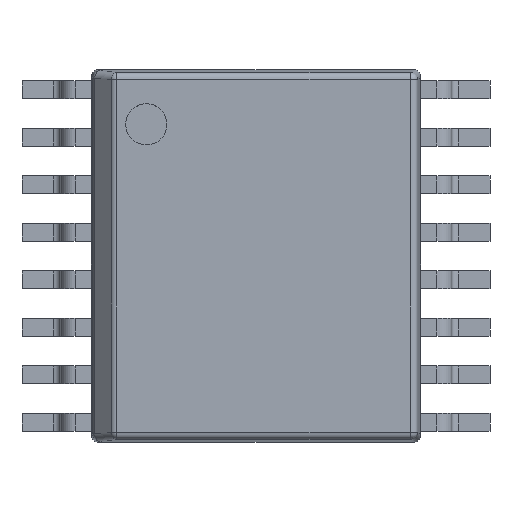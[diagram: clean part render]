
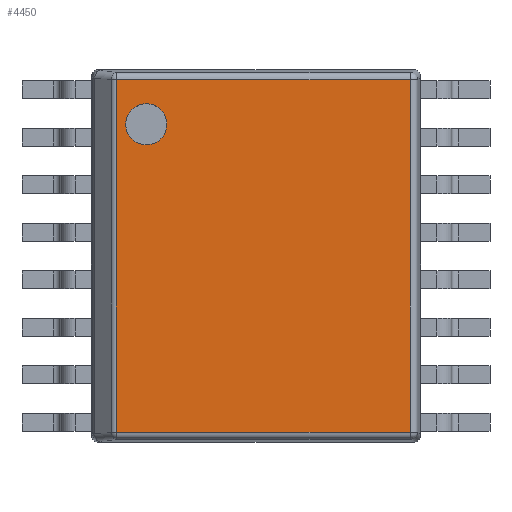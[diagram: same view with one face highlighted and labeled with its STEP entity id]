
A CAD part, top view. The second image highlights one B-rep face of the part: STEP entity #4450.
In plain terms, the highlighted planar face has unit normal (0, 0, 1).
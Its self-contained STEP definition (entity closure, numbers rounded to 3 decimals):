
#3491 = CYLINDRICAL_SURFACE('',#3492,0.1);
#3492 = AXIS2_PLACEMENT_3D('',#3493,#3494,#3495);
#3493 = CARTESIAN_POINT('',(0.3,0.14,1.1));
#3494 = DIRECTION('',(1.,0.,0.));
#3495 = DIRECTION('',(0.,-0.995,0.105));
#3640 = CYLINDRICAL_SURFACE('',#3641,0.1);
#3641 = AXIS2_PLACEMENT_3D('',#3642,#3643,#3644);
#3642 = CARTESIAN_POINT('',(0.3,4.96,1.1));
#3643 = DIRECTION('',(1.,0.,0.));
#3644 = DIRECTION('',(0.,0.995,0.105));
#3716 = CYLINDRICAL_SURFACE('',#3717,0.1);
#3717 = AXIS2_PLACEMENT_3D('',#3718,#3719,#3720);
#3718 = CARTESIAN_POINT('',(4.36,0.05,1.1));
#3719 = DIRECTION('',(0.,1.,0.));
#3720 = DIRECTION('',(0.995,0.,0.105));
#4019 = VERTEX_POINT('',#4020);
#4020 = CARTESIAN_POINT('',(4.36,0.14,1.2));
#4040 = EDGE_CURVE('',#4041,#4019,#4043,.T.);
#4041 = VERTEX_POINT('',#4042);
#4042 = CARTESIAN_POINT('',(0.341,0.14,1.2));
#4043 = SURFACE_CURVE('',#4044,(#4048,#4055),.PCURVE_S1.);
#4044 = LINE('',#4045,#4046);
#4045 = CARTESIAN_POINT('',(0.3,0.14,1.2));
#4046 = VECTOR('',#4047,1.);
#4047 = DIRECTION('',(1.,0.,0.));
#4048 = PCURVE('',#3491,#4049);
#4049 = DEFINITIONAL_REPRESENTATION('',(#4050),#4054);
#4050 = LINE('',#4051,#4052);
#4051 = CARTESIAN_POINT('',(4.817,0.));
#4052 = VECTOR('',#4053,1.);
#4053 = DIRECTION('',(0.,1.));
#4054 = ( GEOMETRIC_REPRESENTATION_CONTEXT(2) 
PARAMETRIC_REPRESENTATION_CONTEXT() REPRESENTATION_CONTEXT('2D SPACE',''
  ) );
#4055 = PCURVE('',#4056,#4061);
#4056 = PLANE('',#4057);
#4057 = AXIS2_PLACEMENT_3D('',#4058,#4059,#4060);
#4058 = CARTESIAN_POINT('',(0.,0.,1.2));
#4059 = DIRECTION('',(0.,0.,1.));
#4060 = DIRECTION('',(1.,0.,0.));
#4061 = DEFINITIONAL_REPRESENTATION('',(#4062),#4066);
#4062 = LINE('',#4063,#4064);
#4063 = CARTESIAN_POINT('',(0.3,0.14));
#4064 = VECTOR('',#4065,1.);
#4065 = DIRECTION('',(1.,0.));
#4066 = ( GEOMETRIC_REPRESENTATION_CONTEXT(2) 
PARAMETRIC_REPRESENTATION_CONTEXT() REPRESENTATION_CONTEXT('2D SPACE',''
  ) );
#4222 = VERTEX_POINT('',#4223);
#4223 = CARTESIAN_POINT('',(0.341,4.96,1.2));
#4260 = EDGE_CURVE('',#4222,#4261,#4263,.T.);
#4261 = VERTEX_POINT('',#4262);
#4262 = CARTESIAN_POINT('',(4.36,4.96,1.2));
#4263 = SURFACE_CURVE('',#4264,(#4268,#4275),.PCURVE_S1.);
#4264 = LINE('',#4265,#4266);
#4265 = CARTESIAN_POINT('',(0.3,4.96,1.2));
#4266 = VECTOR('',#4267,1.);
#4267 = DIRECTION('',(1.,0.,0.));
#4268 = PCURVE('',#3640,#4269);
#4269 = DEFINITIONAL_REPRESENTATION('',(#4270),#4274);
#4270 = LINE('',#4271,#4272);
#4271 = CARTESIAN_POINT('',(1.466,0.));
#4272 = VECTOR('',#4273,1.);
#4273 = DIRECTION('',(0.,1.));
#4274 = ( GEOMETRIC_REPRESENTATION_CONTEXT(2) 
PARAMETRIC_REPRESENTATION_CONTEXT() REPRESENTATION_CONTEXT('2D SPACE',''
  ) );
#4275 = PCURVE('',#4056,#4276);
#4276 = DEFINITIONAL_REPRESENTATION('',(#4277),#4281);
#4277 = LINE('',#4278,#4279);
#4278 = CARTESIAN_POINT('',(0.3,4.96));
#4279 = VECTOR('',#4280,1.);
#4280 = DIRECTION('',(1.,0.));
#4281 = ( GEOMETRIC_REPRESENTATION_CONTEXT(2) 
PARAMETRIC_REPRESENTATION_CONTEXT() REPRESENTATION_CONTEXT('2D SPACE',''
  ) );
#4326 = EDGE_CURVE('',#4019,#4261,#4327,.T.);
#4327 = SURFACE_CURVE('',#4328,(#4332,#4339),.PCURVE_S1.);
#4328 = LINE('',#4329,#4330);
#4329 = CARTESIAN_POINT('',(4.36,0.05,1.2));
#4330 = VECTOR('',#4331,1.);
#4331 = DIRECTION('',(0.,1.,0.));
#4332 = PCURVE('',#3716,#4333);
#4333 = DEFINITIONAL_REPRESENTATION('',(#4334),#4338);
#4334 = LINE('',#4335,#4336);
#4335 = CARTESIAN_POINT('',(4.817,0.));
#4336 = VECTOR('',#4337,1.);
#4337 = DIRECTION('',(0.,1.));
#4338 = ( GEOMETRIC_REPRESENTATION_CONTEXT(2) 
PARAMETRIC_REPRESENTATION_CONTEXT() REPRESENTATION_CONTEXT('2D SPACE',''
  ) );
#4339 = PCURVE('',#4056,#4340);
#4340 = DEFINITIONAL_REPRESENTATION('',(#4341),#4345);
#4341 = LINE('',#4342,#4343);
#4342 = CARTESIAN_POINT('',(4.36,0.05));
#4343 = VECTOR('',#4344,1.);
#4344 = DIRECTION('',(0.,1.));
#4345 = ( GEOMETRIC_REPRESENTATION_CONTEXT(2) 
PARAMETRIC_REPRESENTATION_CONTEXT() REPRESENTATION_CONTEXT('2D SPACE',''
  ) );
#4407 = CYLINDRICAL_SURFACE('',#4408,0.1);
#4408 = AXIS2_PLACEMENT_3D('',#4409,#4410,#4411);
#4409 = CARTESIAN_POINT('',(0.341,0.05,1.1));
#4410 = DIRECTION('',(0.,1.,0.));
#4411 = DIRECTION('',(-0.707,0.,0.707));
#4450 = ADVANCED_FACE('',(#4451,#4477),#4056,.T.);
#4451 = FACE_BOUND('',#4452,.T.);
#4452 = EDGE_LOOP('',(#4453,#4454,#4475,#4476));
#4453 = ORIENTED_EDGE('',*,*,#4260,.F.);
#4454 = ORIENTED_EDGE('',*,*,#4455,.F.);
#4455 = EDGE_CURVE('',#4041,#4222,#4456,.T.);
#4456 = SURFACE_CURVE('',#4457,(#4461,#4468),.PCURVE_S1.);
#4457 = LINE('',#4458,#4459);
#4458 = CARTESIAN_POINT('',(0.341,0.05,1.2));
#4459 = VECTOR('',#4460,1.);
#4460 = DIRECTION('',(0.,1.,0.));
#4461 = PCURVE('',#4056,#4462);
#4462 = DEFINITIONAL_REPRESENTATION('',(#4463),#4467);
#4463 = LINE('',#4464,#4465);
#4464 = CARTESIAN_POINT('',(0.341,0.05));
#4465 = VECTOR('',#4466,1.);
#4466 = DIRECTION('',(0.,1.));
#4467 = ( GEOMETRIC_REPRESENTATION_CONTEXT(2) 
PARAMETRIC_REPRESENTATION_CONTEXT() REPRESENTATION_CONTEXT('2D SPACE',''
  ) );
#4468 = PCURVE('',#4407,#4469);
#4469 = DEFINITIONAL_REPRESENTATION('',(#4470),#4474);
#4470 = LINE('',#4471,#4472);
#4471 = CARTESIAN_POINT('',(0.785,0.));
#4472 = VECTOR('',#4473,1.);
#4473 = DIRECTION('',(0.,1.));
#4474 = ( GEOMETRIC_REPRESENTATION_CONTEXT(2) 
PARAMETRIC_REPRESENTATION_CONTEXT() REPRESENTATION_CONTEXT('2D SPACE',''
  ) );
#4475 = ORIENTED_EDGE('',*,*,#4040,.T.);
#4476 = ORIENTED_EDGE('',*,*,#4326,.T.);
#4477 = FACE_BOUND('',#4478,.T.);
#4478 = EDGE_LOOP('',(#4479));
#4479 = ORIENTED_EDGE('',*,*,#4480,.F.);
#4480 = EDGE_CURVE('',#4481,#4481,#4483,.T.);
#4481 = VERTEX_POINT('',#4482);
#4482 = CARTESIAN_POINT('',(1.031,4.35,1.2));
#4483 = SURFACE_CURVE('',#4484,(#4489,#4496),.PCURVE_S1.);
#4484 = CIRCLE('',#4485,0.281);
#4485 = AXIS2_PLACEMENT_3D('',#4486,#4487,#4488);
#4486 = CARTESIAN_POINT('',(0.75,4.35,1.2));
#4487 = DIRECTION('',(0.,0.,1.));
#4488 = DIRECTION('',(1.,0.,0.));
#4489 = PCURVE('',#4056,#4490);
#4490 = DEFINITIONAL_REPRESENTATION('',(#4491),#4495);
#4491 = CIRCLE('',#4492,0.281);
#4492 = AXIS2_PLACEMENT_2D('',#4493,#4494);
#4493 = CARTESIAN_POINT('',(0.75,4.35));
#4494 = DIRECTION('',(1.,0.));
#4495 = ( GEOMETRIC_REPRESENTATION_CONTEXT(2) 
PARAMETRIC_REPRESENTATION_CONTEXT() REPRESENTATION_CONTEXT('2D SPACE',''
  ) );
#4496 = PCURVE('',#4497,#4502);
#4497 = CYLINDRICAL_SURFACE('',#4498,0.281);
#4498 = AXIS2_PLACEMENT_3D('',#4499,#4500,#4501);
#4499 = CARTESIAN_POINT('',(0.75,4.35,1.1));
#4500 = DIRECTION('',(0.,0.,1.));
#4501 = DIRECTION('',(1.,0.,0.));
#4502 = DEFINITIONAL_REPRESENTATION('',(#4503),#4507);
#4503 = LINE('',#4504,#4505);
#4504 = CARTESIAN_POINT('',(0.,0.1));
#4505 = VECTOR('',#4506,1.);
#4506 = DIRECTION('',(1.,0.));
#4507 = ( GEOMETRIC_REPRESENTATION_CONTEXT(2) 
PARAMETRIC_REPRESENTATION_CONTEXT() REPRESENTATION_CONTEXT('2D SPACE',''
  ) );
